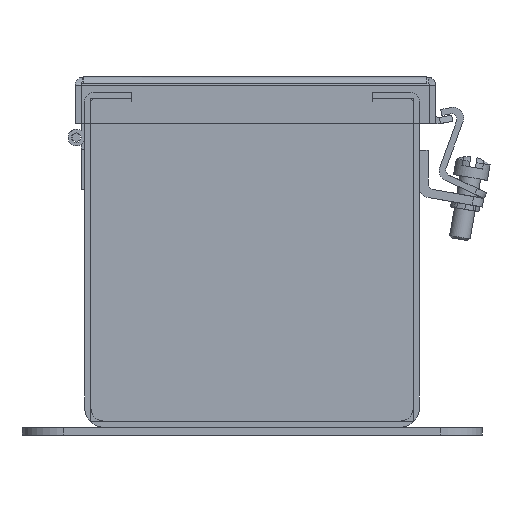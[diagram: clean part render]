
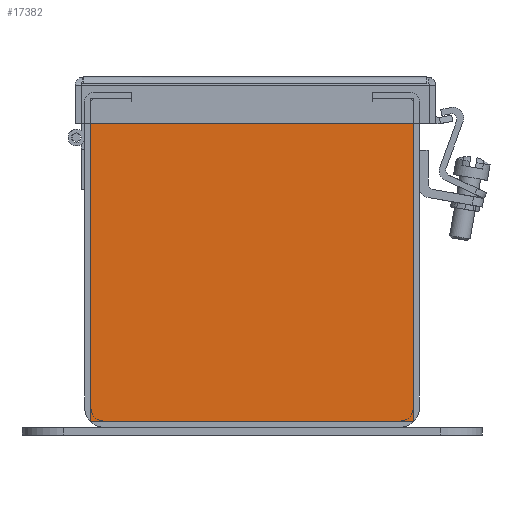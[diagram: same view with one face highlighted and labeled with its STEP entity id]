
A CAD part, left-side view. The second image highlights one B-rep face of the part: STEP entity #17382.
In plain terms, the highlighted planar face has unit normal (-1, 0, 0).
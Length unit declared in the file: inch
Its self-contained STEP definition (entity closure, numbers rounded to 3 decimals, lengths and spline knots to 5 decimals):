
#312 = CARTESIAN_POINT ( 'NONE',  ( -1.70918, 0.74875, -2.02996 ) ) ;
#415 = ORIENTED_EDGE ( 'NONE', *, *, #52147, .T. ) ;
#625 = VERTEX_POINT ( 'NONE', #23747 ) ;
#911 = VERTEX_POINT ( 'NONE', #49984 ) ;
#1806 = CARTESIAN_POINT ( 'NONE',  ( -1.70918, 2.18875, 1.79059 ) ) ;
#2706 = VERTEX_POINT ( 'NONE', #13363 ) ;
#2961 = PLANE ( 'NONE',  #31622 ) ;
#4856 = VECTOR ( 'NONE', #31235, 39.37008 ) ;
#4907 = VECTOR ( 'NONE', #38571, 39.37008 ) ;
#5177 = CARTESIAN_POINT ( 'NONE',  ( -1.70918, -0.69125, 1.79059 ) ) ;
#5598 = EDGE_CURVE ( 'NONE', #9531, #14227, #51642, .T. ) ;
#5826 = CARTESIAN_POINT ( 'NONE',  ( -1.70918, 2.18895, 1.79059 ) ) ;
#6220 = ORIENTED_EDGE ( 'NONE', *, *, #27705, .F. ) ;
#7505 = DIRECTION ( 'NONE',  ( 0., 1., 0. ) ) ;
#8075 = VERTEX_POINT ( 'NONE', #29472 ) ;
#8653 = VECTOR ( 'NONE', #35841, 39.37008 ) ;
#8886 = CARTESIAN_POINT ( 'NONE',  ( -1.70918, -0.69145, 1.79059 ) ) ;
#9227 = VERTEX_POINT ( 'NONE', #32341 ) ;
#9277 = LINE ( 'NONE', #42646, #9418 ) ;
#9418 = VECTOR ( 'NONE', #23057, 39.37008 ) ;
#9531 = VERTEX_POINT ( 'NONE', #8886 ) ;
#10014 = ORIENTED_EDGE ( 'NONE', *, *, #14140, .T. ) ;
#11255 = ORIENTED_EDGE ( 'NONE', *, *, #47253, .F. ) ;
#11697 = LINE ( 'NONE', #47344, #4856 ) ;
#11874 = CARTESIAN_POINT ( 'NONE',  ( -1.70918, 2.18875, 1.79079 ) ) ;
#12976 = LINE ( 'NONE', #50928, #27287 ) ;
#13339 = CARTESIAN_POINT ( 'NONE',  ( -1.70918, -0.69145, 1.79059 ) ) ;
#13363 = CARTESIAN_POINT ( 'NONE',  ( -1.70918, 2.18895, 1.79059 ) ) ;
#14140 = EDGE_CURVE ( 'NONE', #2706, #37440, #39523, .T. ) ;
#14227 = VERTEX_POINT ( 'NONE', #5177 ) ;
#14745 = EDGE_CURVE ( 'NONE', #34726, #9531, #9277, .T. ) ;
#16341 = CARTESIAN_POINT ( 'NONE',  ( -1.70918, 2.67475, 1.82204 ) ) ;
#16360 = EDGE_CURVE ( 'NONE', #14227, #625, #42338, .T. ) ;
#16779 = CARTESIAN_POINT ( 'NONE',  ( -1.70918, 0.74875, -0.10396 ) ) ;
#16826 = VERTEX_POINT ( 'NONE', #11874 ) ;
#16932 = LINE ( 'NONE', #1806, #8653 ) ;
#17382 = ADVANCED_FACE ( 'NONE', ( #51212 ), #2961, .F. ) ;
#17949 = LINE ( 'NONE', #27539, #39643 ) ;
#20211 = DIRECTION ( 'NONE',  ( 0., 1., 0. ) ) ;
#21005 = VERTEX_POINT ( 'NONE', #29705 ) ;
#23057 = DIRECTION ( 'NONE',  ( 0., 0., -1. ) ) ;
#23747 = CARTESIAN_POINT ( 'NONE',  ( -1.70918, -0.69125, 1.79079 ) ) ;
#24020 = DIRECTION ( 'NONE',  ( 0., 0., 1. ) ) ;
#24381 = ORIENTED_EDGE ( 'NONE', *, *, #27807, .F. ) ;
#26011 = ORIENTED_EDGE ( 'NONE', *, *, #29409, .F. ) ;
#26758 = EDGE_CURVE ( 'NONE', #16826, #21005, #12976, .T. ) ;
#27287 = VECTOR ( 'NONE', #31549, 39.37008 ) ;
#27539 = CARTESIAN_POINT ( 'NONE',  ( -1.70918, 0.74875, 1.79079 ) ) ;
#27705 = EDGE_CURVE ( 'NONE', #9227, #8075, #11697, .T. ) ;
#27807 = EDGE_CURVE ( 'NONE', #34726, #9227, #62387, .T. ) ;
#27842 = LINE ( 'NONE', #52352, #58802 ) ;
#28068 = ORIENTED_EDGE ( 'NONE', *, *, #5598, .T. ) ;
#28853 = CARTESIAN_POINT ( 'NONE',  ( -1.70918, 2.67475, -0.10396 ) ) ;
#29409 = EDGE_CURVE ( 'NONE', #8075, #911, #29838, .T. ) ;
#29472 = CARTESIAN_POINT ( 'NONE',  ( -1.70918, -1.17725, -2.02996 ) ) ;
#29670 = VECTOR ( 'NONE', #62844, 39.37008 ) ;
#29705 = CARTESIAN_POINT ( 'NONE',  ( -1.70918, 2.18875, 1.79059 ) ) ;
#29838 = LINE ( 'NONE', #312, #45657 ) ;
#30536 = EDGE_CURVE ( 'NONE', #911, #32274, #43635, .T. ) ;
#31235 = DIRECTION ( 'NONE',  ( 0., 0., -1. ) ) ;
#31549 = DIRECTION ( 'NONE',  ( 0., 0., -1. ) ) ;
#31622 = AXIS2_PLACEMENT_3D ( 'NONE', #16779, #41504, #7505 ) ;
#32274 = VERTEX_POINT ( 'NONE', #16341 ) ;
#32341 = CARTESIAN_POINT ( 'NONE',  ( -1.70918, -1.17725, 1.82204 ) ) ;
#32562 = DIRECTION ( 'NONE',  ( 0., 1., 0. ) ) ;
#32984 = CARTESIAN_POINT ( 'NONE',  ( -1.70918, -0.69145, 1.82204 ) ) ;
#34577 = CARTESIAN_POINT ( 'NONE',  ( -1.70918, 2.18895, 1.82204 ) ) ;
#34726 = VERTEX_POINT ( 'NONE', #32984 ) ;
#35506 = VECTOR ( 'NONE', #24020, 39.37008 ) ;
#35841 = DIRECTION ( 'NONE',  ( 0., 1., 0. ) ) ;
#35978 = EDGE_LOOP ( 'NONE', ( #28068, #62312, #11255, #52548, #415, #10014, #60138, #48274, #26011, #6220, #24381, #40384 ) ) ;
#37440 = VERTEX_POINT ( 'NONE', #34577 ) ;
#38131 = CARTESIAN_POINT ( 'NONE',  ( -1.70918, -0.69125, 1.79059 ) ) ;
#38400 = DIRECTION ( 'NONE',  ( 0., -1., 0. ) ) ;
#38571 = DIRECTION ( 'NONE',  ( 0., -1., 0. ) ) ;
#39523 = LINE ( 'NONE', #5826, #46231 ) ;
#39643 = VECTOR ( 'NONE', #47179, 39.37008 ) ;
#40384 = ORIENTED_EDGE ( 'NONE', *, *, #14745, .T. ) ;
#40514 = VECTOR ( 'NONE', #32562, 39.37008 ) ;
#41504 = DIRECTION ( 'NONE',  ( 1., 0., 0. ) ) ;
#42338 = LINE ( 'NONE', #38131, #29670 ) ;
#42646 = CARTESIAN_POINT ( 'NONE',  ( -1.70918, -0.69145, 1.82204 ) ) ;
#43635 = LINE ( 'NONE', #28853, #35506 ) ;
#44284 = EDGE_CURVE ( 'NONE', #32274, #37440, #27842, .T. ) ;
#45657 = VECTOR ( 'NONE', #20211, 39.37008 ) ;
#46231 = VECTOR ( 'NONE', #49559, 39.37008 ) ;
#47179 = DIRECTION ( 'NONE',  ( 0., -1., 0. ) ) ;
#47253 = EDGE_CURVE ( 'NONE', #16826, #625, #17949, .T. ) ;
#47344 = CARTESIAN_POINT ( 'NONE',  ( -1.70918, -1.17725, -0.10396 ) ) ;
#48274 = ORIENTED_EDGE ( 'NONE', *, *, #30536, .F. ) ;
#49559 = DIRECTION ( 'NONE',  ( 0., 0., 1. ) ) ;
#49984 = CARTESIAN_POINT ( 'NONE',  ( -1.70918, 2.67475, -2.02996 ) ) ;
#50928 = CARTESIAN_POINT ( 'NONE',  ( -1.70918, 2.18875, 1.82204 ) ) ;
#51212 = FACE_OUTER_BOUND ( 'NONE', #35978, .T. ) ;
#51642 = LINE ( 'NONE', #13339, #40514 ) ;
#52147 = EDGE_CURVE ( 'NONE', #21005, #2706, #16932, .T. ) ;
#52352 = CARTESIAN_POINT ( 'NONE',  ( -1.70918, 0.74875, 1.82204 ) ) ;
#52548 = ORIENTED_EDGE ( 'NONE', *, *, #26758, .T. ) ;
#57634 = CARTESIAN_POINT ( 'NONE',  ( -1.70918, 0.74875, 1.82204 ) ) ;
#58802 = VECTOR ( 'NONE', #38400, 39.37008 ) ;
#60138 = ORIENTED_EDGE ( 'NONE', *, *, #44284, .F. ) ;
#62312 = ORIENTED_EDGE ( 'NONE', *, *, #16360, .T. ) ;
#62387 = LINE ( 'NONE', #57634, #4907 ) ;
#62844 = DIRECTION ( 'NONE',  ( 0., 0., 1. ) ) ;
